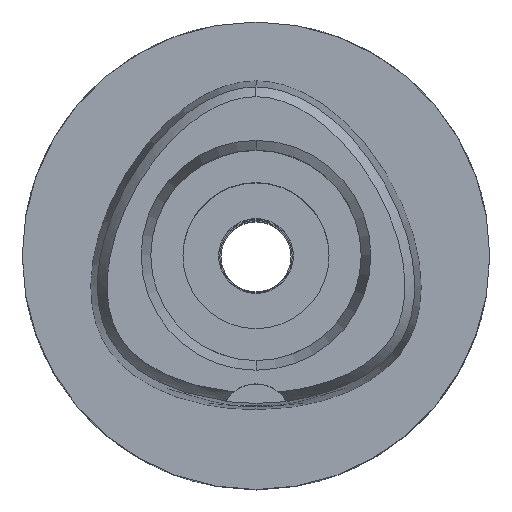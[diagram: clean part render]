
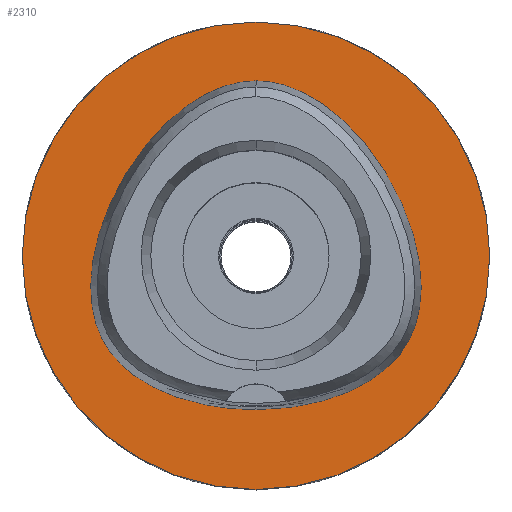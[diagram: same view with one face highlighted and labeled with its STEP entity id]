
A CAD part, top view. The second image highlights one B-rep face of the part: STEP entity #2310.
In plain terms, the highlighted planar face has unit normal (0, 0, 1).
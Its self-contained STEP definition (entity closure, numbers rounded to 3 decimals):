
#311=CARTESIAN_POINT('',(0.,0.,0.));
#312=DIRECTION('',(0.,0.,-1.));
#313=DIRECTION('',(0.,-1.,0.));
#314=AXIS2_PLACEMENT_3D('',#311,#312,#313);
#319=CARTESIAN_POINT('',(0.,0.,0.));
#320=DIRECTION('',(0.,0.,-1.));
#321=DIRECTION('',(0.,1.,0.));
#322=AXIS2_PLACEMENT_3D('',#319,#320,#321);
#327=CARTESIAN_POINT('',(0.,-13.163,0.));
#328=CARTESIAN_POINT('',(0.586,-13.163,0.));
#329=CARTESIAN_POINT('',(1.738,-13.118,
0.));
#330=CARTESIAN_POINT('',(3.428,-12.923,
0.));
#331=CARTESIAN_POINT('',(5.009,-12.613,
0.));
#332=CARTESIAN_POINT('',(6.453,-12.209,0.));
#333=CARTESIAN_POINT('',(7.743,-11.731,0.));
#334=CARTESIAN_POINT('',(8.875,-11.2,0.));
#335=CARTESIAN_POINT('',(9.857,-10.631,0.));
#336=CARTESIAN_POINT('',(10.701,-10.035,0.));
#337=CARTESIAN_POINT('',(11.422,-9.42,0.));
#338=CARTESIAN_POINT('',(12.032,-8.79,0.));
#339=CARTESIAN_POINT('',(12.544,-8.146,0.));
#340=CARTESIAN_POINT('',(12.971,-7.486,0.));
#341=CARTESIAN_POINT('',(13.328,-6.789,0.));
#342=CARTESIAN_POINT('',(13.628,-6.025,0.));
#343=CARTESIAN_POINT('',(13.869,-5.18,0.));
#344=CARTESIAN_POINT('',(14.042,-4.249,0.));
#345=CARTESIAN_POINT('',(14.136,-3.219,0.));
#346=CARTESIAN_POINT('',(14.137,-2.084,0.));
#347=CARTESIAN_POINT('',(14.031,-0.837,0.));
#348=CARTESIAN_POINT('',(13.799,0.519,0.));
#349=CARTESIAN_POINT('',(13.426,1.973,0.));
#350=CARTESIAN_POINT('',(12.903,3.499,0.));
#351=CARTESIAN_POINT('',(12.228,5.058,0.));
#352=CARTESIAN_POINT('',(11.415,6.599,0.));
#353=CARTESIAN_POINT('',(10.486,8.074,0.));
#354=CARTESIAN_POINT('',(9.473,9.436,0.));
#355=CARTESIAN_POINT('',(8.413,10.651,0.));
#356=CARTESIAN_POINT('',(7.34,11.699,0.));
#357=CARTESIAN_POINT('',(6.282,12.576,0.));
#358=CARTESIAN_POINT('',(5.256,13.29,0.));
#359=CARTESIAN_POINT('',(4.272,13.855,0.));
#360=CARTESIAN_POINT('',(3.335,14.288,0.));
#361=CARTESIAN_POINT('',(2.442,14.603,
0.));
#362=CARTESIAN_POINT('',(1.591,14.816,0.));
#363=CARTESIAN_POINT('',(0.778,14.937,
0.));
#364=CARTESIAN_POINT('',(0.256,14.963,
0.));
#365=CARTESIAN_POINT('',(0.,14.963,
0.));
#370=CARTESIAN_POINT('',(0.,14.963,
0.));
#371=CARTESIAN_POINT('',(-0.256,14.963,
0.));
#372=CARTESIAN_POINT('',(-0.778,14.937,
0.));
#373=CARTESIAN_POINT('',(-1.591,14.816,
0.));
#374=CARTESIAN_POINT('',(-2.442,14.603,
0.));
#375=CARTESIAN_POINT('',(-3.334,14.288,0.));
#376=CARTESIAN_POINT('',(-4.272,13.855,0.));
#377=CARTESIAN_POINT('',(-5.256,13.29,0.));
#378=CARTESIAN_POINT('',(-6.282,12.576,0.));
#379=CARTESIAN_POINT('',(-7.34,11.699,0.));
#380=CARTESIAN_POINT('',(-8.412,10.651,0.));
#381=CARTESIAN_POINT('',(-9.472,9.437,0.));
#382=CARTESIAN_POINT('',(-10.485,8.074,0.));
#383=CARTESIAN_POINT('',(-11.414,6.601,0.));
#384=CARTESIAN_POINT('',(-12.227,5.06,0.));
#385=CARTESIAN_POINT('',(-12.902,3.501,0.));
#386=CARTESIAN_POINT('',(-13.426,1.975,0.));
#387=CARTESIAN_POINT('',(-13.798,0.522,0.));
#388=CARTESIAN_POINT('',(-14.03,-0.834,0.));
#389=CARTESIAN_POINT('',(-14.137,-2.08,0.));
#390=CARTESIAN_POINT('',(-14.136,-3.216,0.));
#391=CARTESIAN_POINT('',(-14.042,-4.246,0.));
#392=CARTESIAN_POINT('',(-13.87,-5.177,0.));
#393=CARTESIAN_POINT('',(-13.629,-6.022,0.));
#394=CARTESIAN_POINT('',(-13.329,-6.786,0.));
#395=CARTESIAN_POINT('',(-12.971,-7.486,0.));
#396=CARTESIAN_POINT('',(-12.544,-8.146,0.));
#397=CARTESIAN_POINT('',(-12.033,-8.789,0.));
#398=CARTESIAN_POINT('',(-11.422,-9.42,0.));
#399=CARTESIAN_POINT('',(-10.702,-10.035,0.));
#400=CARTESIAN_POINT('',(-9.858,-10.63,0.));
#401=CARTESIAN_POINT('',(-8.876,-11.2,0.));
#402=CARTESIAN_POINT('',(-7.744,-11.731,0.));
#403=CARTESIAN_POINT('',(-6.454,-12.208,0.));
#404=CARTESIAN_POINT('',(-5.009,-12.613,
0.));
#405=CARTESIAN_POINT('',(-3.428,-12.923,
0.));
#406=CARTESIAN_POINT('',(-1.738,-13.118,
0.));
#407=CARTESIAN_POINT('',(-0.586,-13.163,0.));
#408=CARTESIAN_POINT('',(0.,-13.163,0.));
#1559=VERTEX_POINT('',#370);
#1560=VERTEX_POINT('',#408);
#1565=CARTESIAN_POINT('',(0.,-20.,0.));
#1566=CARTESIAN_POINT('',(0.,20.,0.));
#1567=VERTEX_POINT('',#1565);
#1568=VERTEX_POINT('',#1566);
#2294=CARTESIAN_POINT('',(0.,0.,0.));
#2295=DIRECTION('',(0.,0.,-1.));
#2296=DIRECTION('',(0.,-1.,0.));
#2297=AXIS2_PLACEMENT_3D('',#2294,#2295,#2296);
#2298=PLANE('',#2297);
#2300=ORIENTED_EDGE('',*,*,#2299,.T.);
#2302=ORIENTED_EDGE('',*,*,#2301,.T.);
#2303=EDGE_LOOP('',(#2300,#2302));
#2304=FACE_OUTER_BOUND('',#2303,.F.);
#2306=ORIENTED_EDGE('',*,*,#2305,.T.);
#2307=ORIENTED_EDGE('',*,*,#2277,.T.);
#2308=EDGE_LOOP('',(#2306,#2307));
#2309=FACE_BOUND('',#2308,.F.);
#315=CIRCLE('',#314,20.);
#323=CIRCLE('',#322,20.);
#366=B_SPLINE_CURVE_WITH_KNOTS('',3,(#327,#328,#329,#330,#331,#332,#333,#334,
#335,#336,#337,#338,#339,#340,#341,#342,#343,#344,#345,#346,#347,#348,#349,#350,
#351,#352,#353,#354,#355,#356,#357,#358,#359,#360,#361,#362,#363,#364,#365),
.UNSPECIFIED.,.F.,.F.,(4,1,1,1,1,1,1,1,1,1,1,1,1,1,1,1,1,1,1,1,1,1,1,1,1,1,1,1,
1,1,1,1,1,1,1,1,4),(0.,0.028,0.056,0.083,
0.111,0.139,0.167,0.194,
0.222,0.25,0.278,0.306,0.333,
0.361,0.389,0.417,0.444,
0.472,0.5,0.528,0.556,0.583,
0.611,0.639,0.667,0.694,
0.722,0.75,0.778,0.806,0.833,
0.861,0.889,0.917,0.944,
0.972,1.),.UNSPECIFIED.);
#409=B_SPLINE_CURVE_WITH_KNOTS('',3,(#370,#371,#372,#373,#374,#375,#376,#377,
#378,#379,#380,#381,#382,#383,#384,#385,#386,#387,#388,#389,#390,#391,#392,#393,
#394,#395,#396,#397,#398,#399,#400,#401,#402,#403,#404,#405,#406,#407,#408),
.UNSPECIFIED.,.F.,.F.,(4,1,1,1,1,1,1,1,1,1,1,1,1,1,1,1,1,1,1,1,1,1,1,1,1,1,1,1,
1,1,1,1,1,1,1,1,4),(0.,0.028,0.056,0.083,
0.111,0.139,0.167,0.194,
0.222,0.25,0.278,0.306,0.333,
0.361,0.389,0.417,0.444,
0.472,0.5,0.528,0.556,0.583,
0.611,0.639,0.667,0.694,
0.722,0.75,0.778,0.806,0.833,
0.861,0.889,0.917,0.944,
0.972,1.),.UNSPECIFIED.);
#2277=EDGE_CURVE('',#1559,#1560,#409,.T.);
#2299=EDGE_CURVE('',#1567,#1568,#315,.T.);
#2301=EDGE_CURVE('',#1568,#1567,#323,.T.);
#2305=EDGE_CURVE('',#1560,#1559,#366,.T.);
#2310=ADVANCED_FACE('',(#2304,#2309),#2298,.F.);
